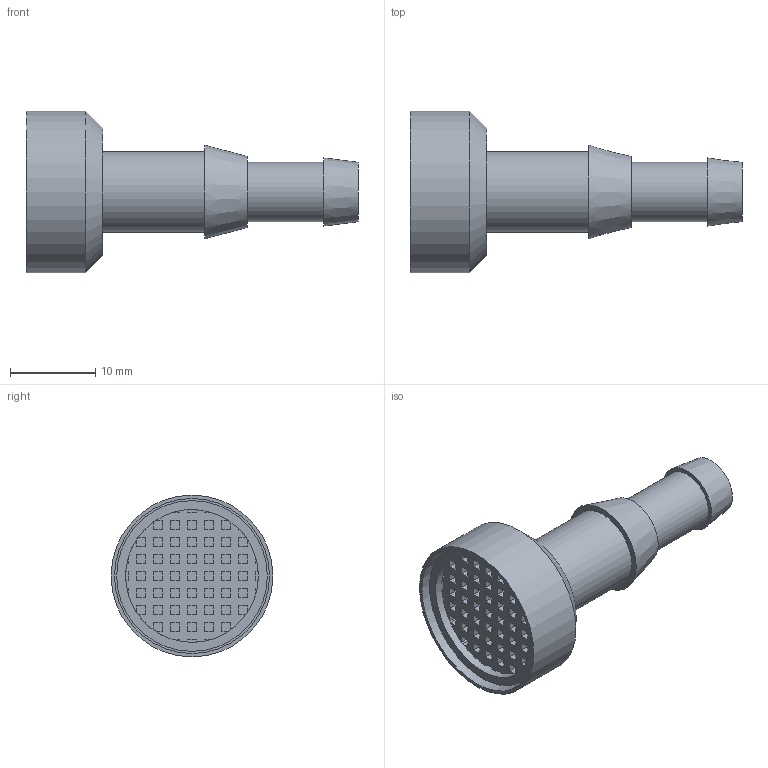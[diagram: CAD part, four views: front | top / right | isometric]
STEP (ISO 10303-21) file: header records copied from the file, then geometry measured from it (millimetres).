
FILE_DESCRIPTION(/* description */ ('Unknown'),/* implementation_level */ '2;1');
FILE_NAME(/* name */ '200032600_Chemiefilter_ST-32_Edelstahl_2024_11_18',/* time_stamp */ '2024-11-18T11:43:16+01:00',/* author */ ('Unknown'),/* organization */ ('Unknown'),/* preprocessor_version */ 'ST-DEVELOPER v18.104',/* originating_system */ 'Solid Edge',/* authorisation */ 'Unknown');
FILE_SCHEMA (('AUTOMOTIVE_DESIGN {1 0 10303 214 3 1 1}'));
Length unit declared in the file: millimetre
Products named in the file (1): 200032600_Chemiefilter_ST-32_Edelstahl_2024_11_18
Bounding box: 39 x 19 x 19 mm (x, y, z)
Volume: 3500.4 mm3; surface area: 2515.8 mm2
Topology: 1 solids, 1 shells, 297 faces, 752 edges, 502 vertices
Faces by surface type: plane 287, cylinder 7, cone 3
Full cylindrical faces by diameter (mm): 5 x1, 7 x1, 9.5 x1, 15.6 x1, 17.7 x1, 18.2 x1, 19 x1
Entity records: 8752 total; most frequent: CARTESIAN_POINT 1534, ORIENTED_EDGE 1476, DIRECTION 1400, EDGE_CURVE 738, LINE 672, VECTOR 672, VERTEX_POINT 498, AXIS2_PLACEMENT_3D 364
